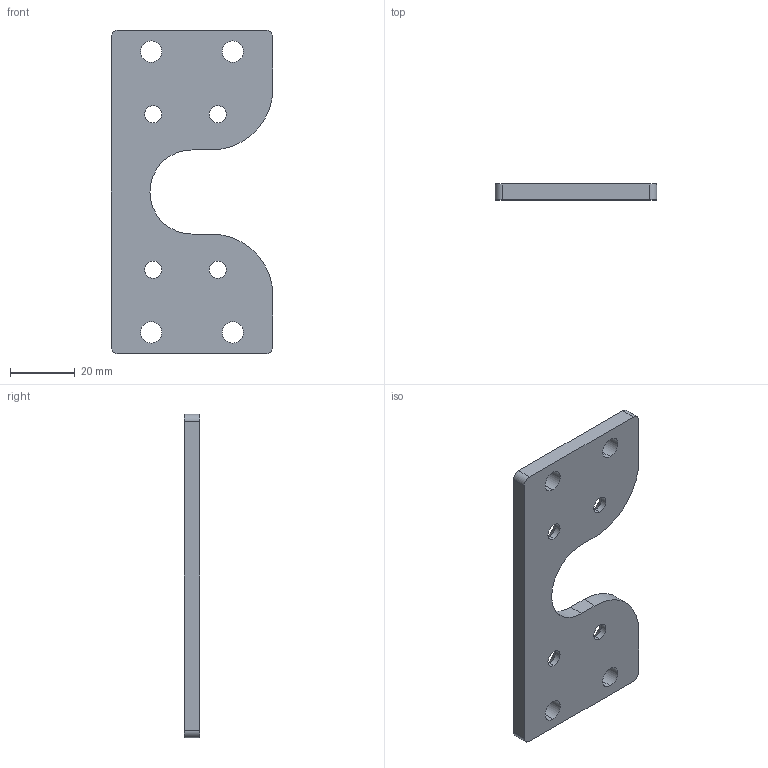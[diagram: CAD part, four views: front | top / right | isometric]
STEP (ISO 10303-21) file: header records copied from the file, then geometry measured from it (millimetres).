
FILE_DESCRIPTION (( 'STEP AP203' ), '1' );
FILE_NAME ('T-Slot Adapter Plate.step_Default_sldprt.STEP', '2022-11-09T04:42:40', ( '' ), ( '' ), 'SwSTEP 2.0', 'SolidWorks 2022', '' );
FILE_SCHEMA (( 'CONFIG_CONTROL_DESIGN' ));
Length unit declared in the file: millimetre
Products named in the file (1): T-Slot Adapter Plate.step_Default_sldprt
Bounding box: 50 x 4.78 x 100 mm (x, y, z)
Volume: 17296.9 mm3; surface area: 9688.9 mm2
Topology: 1 solids, 1 shells, 40 faces, 106 edges, 68 vertices
Faces by surface type: cylinder 23, plane 9, cone 8
Entity records: 1369 total; most frequent: DIRECTION 242, CARTESIAN_POINT 215, ORIENTED_EDGE 212, EDGE_CURVE 106, AXIS2_PLACEMENT_3D 95, VERTEX_POINT 68, EDGE_LOOP 56, CIRCLE 54
